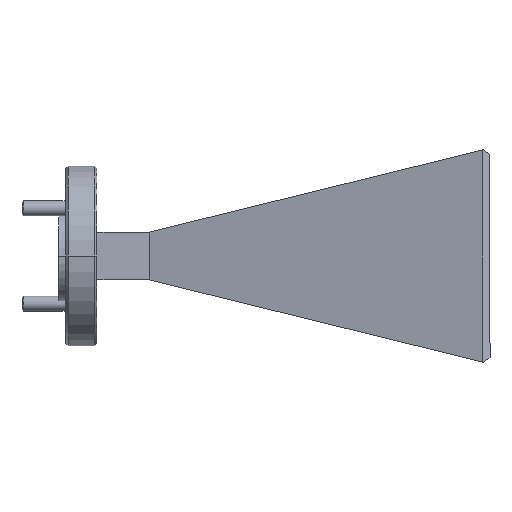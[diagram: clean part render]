
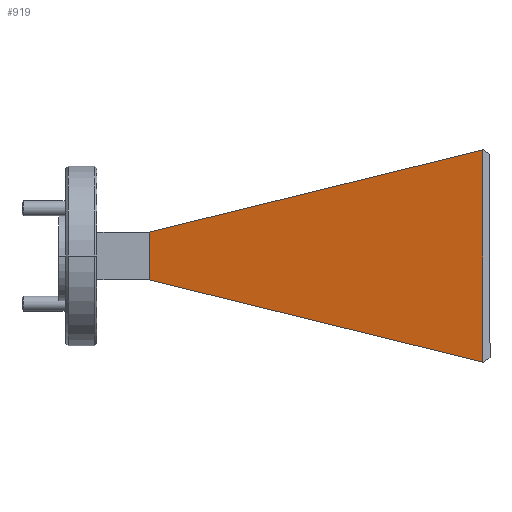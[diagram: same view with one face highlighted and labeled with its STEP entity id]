
A CAD part, front view. The second image highlights one B-rep face of the part: STEP entity #919.
In plain terms, the highlighted planar face has unit normal (-0.201, -0.98, 0).
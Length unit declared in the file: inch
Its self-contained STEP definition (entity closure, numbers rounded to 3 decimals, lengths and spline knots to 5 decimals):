
#126 = ORIENTED_EDGE ( 'NONE', *, *, #1907, .T. ) ;
#166 = LINE ( 'NONE', #1747, #1264 ) ;
#195 = VERTEX_POINT ( 'NONE', #1259 ) ;
#267 = EDGE_CURVE ( 'NONE', #903, #2357, #166, .T. ) ;
#296 = DIRECTION ( 'NONE',  ( -0.952, 0.195, -0.234 ) ) ;
#327 = CARTESIAN_POINT ( 'NONE',  ( 0.70869, -0.30802, 0.49208 ) ) ;
#432 = PLANE ( 'NONE',  #613 ) ;
#535 = LINE ( 'NONE', #2328, #1821 ) ;
#613 = AXIS2_PLACEMENT_3D ( 'NONE', #1717, #619, #1904 ) ;
#619 = DIRECTION ( 'NONE',  ( -0.201, -0.98, 0. ) ) ;
#786 = DIRECTION ( 'NONE',  ( 0.952, -0.195, -0.234 ) ) ;
#888 = EDGE_CURVE ( 'NONE', #2357, #195, #1326, .T. ) ;
#903 = VERTEX_POINT ( 'NONE', #1885 ) ;
#919 = ADVANCED_FACE ( 'NONE', ( #1533 ), #432, .T. ) ;
#1084 = DIRECTION ( 'NONE',  ( 0., 0., 1. ) ) ;
#1099 = VECTOR ( 'NONE', #786, 39.37008 ) ;
#1146 = ORIENTED_EDGE ( 'NONE', *, *, #1704, .T. ) ;
#1210 = VERTEX_POINT ( 'NONE', #327 ) ;
#1259 = CARTESIAN_POINT ( 'NONE',  ( 0.70869, -0.30802, -0.39245 ) ) ;
#1264 = VECTOR ( 'NONE', #2091, 39.37008 ) ;
#1326 = LINE ( 'NONE', #2083, #1099 ) ;
#1448 = CARTESIAN_POINT ( 'NONE',  ( -0.68192, -0.02255, -0.05019 ) ) ;
#1463 = EDGE_LOOP ( 'NONE', ( #1693, #1146, #126, #1480 ) ) ;
#1480 = ORIENTED_EDGE ( 'NONE', *, *, #267, .T. ) ;
#1533 = FACE_OUTER_BOUND ( 'NONE', #1463, .T. ) ;
#1693 = ORIENTED_EDGE ( 'NONE', *, *, #888, .T. ) ;
#1704 = EDGE_CURVE ( 'NONE', #195, #1210, #2340, .T. ) ;
#1717 = CARTESIAN_POINT ( 'NONE',  ( 1.01194, -0.37027, 0.04981 ) ) ;
#1747 = CARTESIAN_POINT ( 'NONE',  ( -0.68192, -0.02255, 0.04981 ) ) ;
#1821 = VECTOR ( 'NONE', #296, 39.37008 ) ;
#1885 = CARTESIAN_POINT ( 'NONE',  ( -0.68192, -0.02255, 0.14981 ) ) ;
#1904 = DIRECTION ( 'NONE',  ( 0.98, -0.201, 0. ) ) ;
#1907 = EDGE_CURVE ( 'NONE', #1210, #903, #535, .T. ) ;
#2083 = CARTESIAN_POINT ( 'NONE',  ( -0.68192, -0.02255, -0.05019 ) ) ;
#2091 = DIRECTION ( 'NONE',  ( 0., 0., -1. ) ) ;
#2138 = VECTOR ( 'NONE', #1084, 39.37008 ) ;
#2328 = CARTESIAN_POINT ( 'NONE',  ( 0.70869, -0.30802, 0.49208 ) ) ;
#2340 = LINE ( 'NONE', #2365, #2138 ) ;
#2357 = VERTEX_POINT ( 'NONE', #1448 ) ;
#2365 = CARTESIAN_POINT ( 'NONE',  ( 0.70869, -0.30802, 0.04981 ) ) ;
